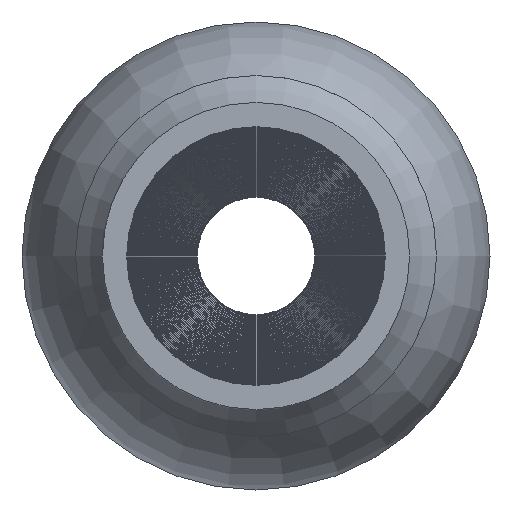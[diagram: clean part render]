
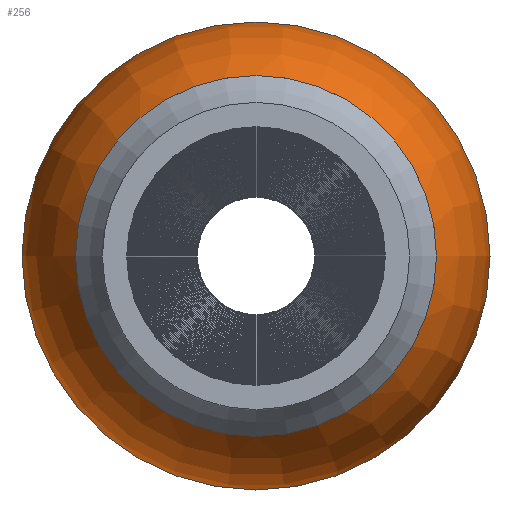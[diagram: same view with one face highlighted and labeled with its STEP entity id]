
A CAD part, left-side view. The second image highlights one B-rep face of the part: STEP entity #256.
In plain terms, the highlighted toroidal (fillet/blend) face has major radius 2.854 mm and minor radius 51 mm.
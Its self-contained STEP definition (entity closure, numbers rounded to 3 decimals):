
#256=ADVANCED_FACE('',(#2086,#2088),#2090,.F.);
#2086=FACE_OUTER_BOUND('',#2087,.T.);
#2087=EDGE_LOOP('',(#2519));
#2088=FACE_OUTER_BOUND('',#2089,.T.);
#2089=EDGE_LOOP('',(#2520));
#2090=DEGENERATE_TOROIDAL_SURFACE('',#2091,2.854,51.,.F.);
#2091=AXIS2_PLACEMENT_3D('',#2092,#2093,#2094);
#2092=CARTESIAN_POINT('',(-545.58,0.,0.));
#2093=DIRECTION('',(-1.,0.,0.));
#2094=DIRECTION('',(0.,-1.,0.));
#2519=ORIENTED_EDGE('',*,*,#2729,.T.);
#2520=ORIENTED_EDGE('',*,*,#2728,.F.);
#2728=EDGE_CURVE('',#3137,#3137,#3138,.T.);
#2729=EDGE_CURVE('',#3139,#3139,#3140,.T.);
#3137=VERTEX_POINT('',#4158);
#3138=CIRCLE('',#4159,37.136);
#3139=VERTEX_POINT('',#4163);
#3140=CIRCLE('',#4164,48.144);
#4158=CARTESIAN_POINT('',(-577.232,-37.136,0.));
#4159=AXIS2_PLACEMENT_3D('',#4160,#4161,#4162);
#4160=CARTESIAN_POINT('',(-577.232,0.,0.));
#4161=DIRECTION('',(-1.,0.,0.));
#4162=DIRECTION('',(0.,-1.,0.));
#4163=CARTESIAN_POINT('',(-545.101,-48.144,0.));
#4164=AXIS2_PLACEMENT_3D('',#4165,#4166,#4167);
#4165=CARTESIAN_POINT('',(-545.101,0.,0.));
#4166=DIRECTION('',(-1.,0.,0.));
#4167=DIRECTION('',(0.,-1.,0.));
